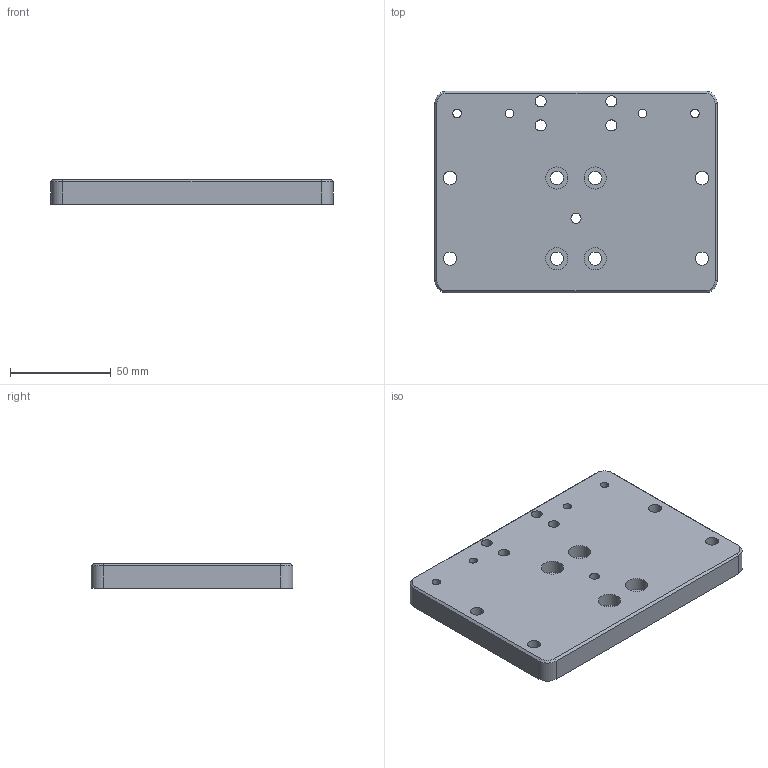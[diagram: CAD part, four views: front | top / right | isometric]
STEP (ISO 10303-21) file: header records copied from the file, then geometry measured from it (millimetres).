
FILE_DESCRIPTION(/* description */ (''),/* implementation_level */ '2;1');
FILE_NAME(/* name */ 'Tram Plate Single Carriage.step',/* time_stamp */ '2024-04-15T14:46:50-07:00',/* author */ (''),/* organization */ (''),/* preprocessor_version */ 'ST-DEVELOPER v20',/* originating_system */ 'Autodesk Translation Framework v12.20.1.177',/* authorisation */ '');
FILE_SCHEMA (('AUTOMOTIVE_DESIGN { 1 0 10303 214 3 1 1 }'));
Length unit declared in the file: millimetre
Products named in the file (1): 1Z TramPlate
Bounding box: 140 x 100 x 12 mm (x, y, z)
Volume: 160473 mm3; surface area: 36427.4 mm2
Topology: 1 solids, 1 shells, 43 faces, 103 edges, 66 vertices
Faces by surface type: cylinder 25, plane 14, cone 4
Full cylindrical faces by diameter (mm): 4.234 x4, 5.035 x1, 5.5 x4, 6.5 x8, 11 x4
Entity records: 1368 total; most frequent: DIRECTION 245, CARTESIAN_POINT 213, ORIENTED_EDGE 206, EDGE_CURVE 103, AXIS2_PLACEMENT_3D 98, EDGE_LOOP 81, VERTEX_POINT 66, CIRCLE 54
